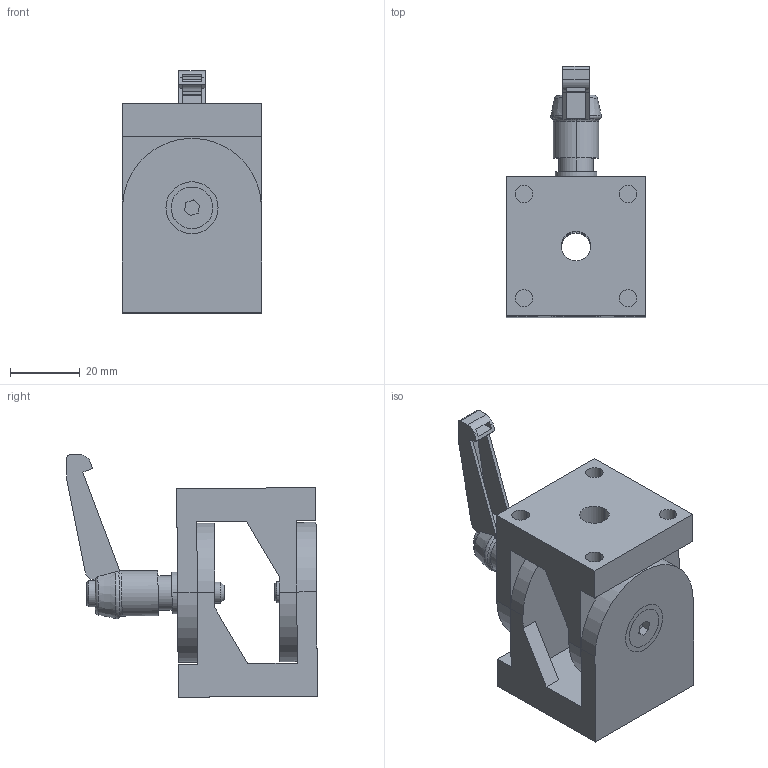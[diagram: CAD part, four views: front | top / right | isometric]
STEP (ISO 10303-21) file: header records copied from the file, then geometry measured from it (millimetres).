
FILE_DESCRIPTION(('Creo Elements/Direct Modeling STEP Export'),'2;1');
FILE_NAME('44.0330.13_Schwenkgelenk-MMS-44_leichte-Ausführung-Klemmhebel.stp','2022-03-21T 9:00:55',(''),(''),'PTC Creo Elements/Direct Modeling STEP processor for AP214 (Solid Model)','PTC Creo Elements/Direct Modeling 19.0C 15-Aug-2015 (C) Parametric Technology GmbH','');
FILE_SCHEMA(('AUTOMOTIVE_DESIGN { 1 0 10303 214 1 1 1 1 }'));
Length unit declared in the file: millimetre
Products named in the file (7): Druckgussteil-fuer-Schwenkgelenk_96.4046_PX174692; Klemmhebel_06610-1061x15-M6x15_96.4045_PX174698; Scheibe-Schwenkgelenk_Kegelsenkung_96.4041_PX174694; Senkschraube-DIN7991_M6x12-8.8-verz_10413_PX174697; Unterlegscheibe-DIN125_A64-PA_15746_PX174696; Scheibe-Schwenkgelenk_Kipphebel_96.4042_PX174695; Schwenkgelenk-MMS-44_leichte-Ausführung-Klemmhebel_44.0330.13_PX1746
99
Assembly tree (7 placements, depth 2):
  Schwenkgelenk-MMS-44_leichte-Ausführung-Klemmhebel_44.0330.13_PX1746
99
    Scheibe-Schwenkgelenk_Kipphebel_96.4042_PX174695
    Unterlegscheibe-DIN125_A64-PA_15746_PX174696
    Senkschraube-DIN7991_M6x12-8.8-verz_10413_PX174697
    Scheibe-Schwenkgelenk_Kegelsenkung_96.4041_PX174694
    Klemmhebel_06610-1061x15-M6x15_96.4045_PX174698
    Druckgussteil-fuer-Schwenkgelenk_96.4046_PX174692  x2
Bounding box: 40 x 72.16 x 69.77 mm (x, y, z)
Volume: 64793.1 mm3; surface area: 29526.5 mm2
Topology: 7 solids, 8 shells, 199 faces, 478 edges, 314 vertices
Faces by surface type: cylinder 97, plane 87, cone 11, torus 4
Entity records: 5067 total; most frequent: CARTESIAN_POINT 808, ORIENTED_EDGE 764, DIRECTION 761, EDGE_CURVE 382, AXIS2_PLACEMENT_3D 283, VERTEX_POINT 250, VECTOR 195, LINE 195
